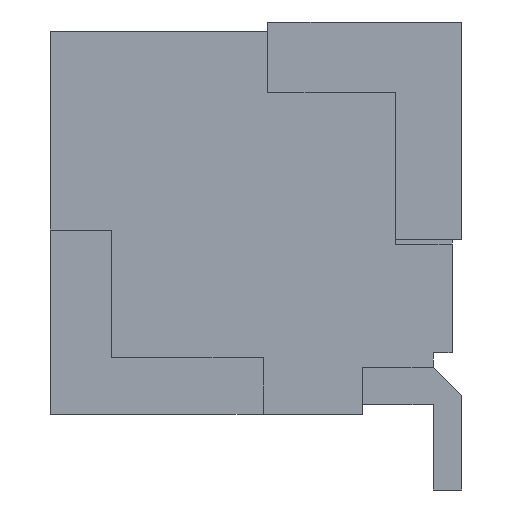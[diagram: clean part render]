
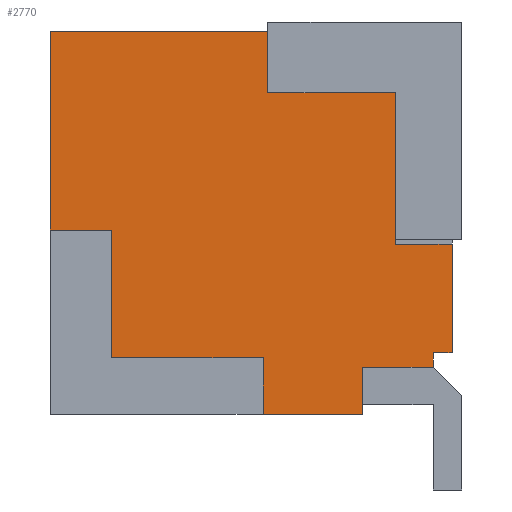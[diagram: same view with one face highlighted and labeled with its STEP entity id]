
A CAD part, left-side view. The second image highlights one B-rep face of the part: STEP entity #2770.
In plain terms, the highlighted planar face has unit normal (-1, 0, 0).
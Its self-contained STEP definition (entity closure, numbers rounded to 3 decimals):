
#85=FACE_OUTER_BOUND('',#223,.T.);
#223=EDGE_LOOP('',(#2100,#2101,#2102,#2103,#2104,#2105,#2106,#2107,#2108,
#2109,#2110,#2111,#2112,#2113,#2114,#2115));
#452=LINE('',#3957,#838);
#516=LINE('',#4084,#902);
#543=LINE('',#4139,#929);
#544=LINE('',#4141,#930);
#545=LINE('',#4143,#931);
#546=LINE('',#4145,#932);
#547=LINE('',#4147,#933);
#548=LINE('',#4149,#934);
#549=LINE('',#4151,#935);
#550=LINE('',#4153,#936);
#551=LINE('',#4155,#937);
#552=LINE('',#4157,#938);
#553=LINE('',#4159,#939);
#554=LINE('',#4161,#940);
#555=LINE('',#4163,#941);
#556=LINE('',#4164,#942);
#838=VECTOR('',#3223,0.5);
#902=VECTOR('',#3321,0.75);
#929=VECTOR('',#3358,0.15);
#930=VECTOR('',#3359,0.2);
#931=VECTOR('',#3360,1.15);
#932=VECTOR('',#3361,0.6);
#933=VECTOR('',#3362,1.6);
#934=VECTOR('',#3363,1.35);
#935=VECTOR('',#3364,0.65);
#936=VECTOR('',#3365,2.3);
#937=VECTOR('',#3366,2.1);
#938=VECTOR('',#3367,0.65);
#939=VECTOR('',#3368,1.35);
#940=VECTOR('',#3369,1.6);
#941=VECTOR('',#3370,0.6);
#942=VECTOR('',#3371,1.05);
#1185=VERTEX_POINT('',#3954);
#1186=VERTEX_POINT('',#3956);
#1232=VERTEX_POINT('',#4082);
#1255=VERTEX_POINT('',#4138);
#1256=VERTEX_POINT('',#4140);
#1257=VERTEX_POINT('',#4142);
#1258=VERTEX_POINT('',#4144);
#1259=VERTEX_POINT('',#4146);
#1260=VERTEX_POINT('',#4148);
#1261=VERTEX_POINT('',#4150);
#1262=VERTEX_POINT('',#4152);
#1263=VERTEX_POINT('',#4154);
#1264=VERTEX_POINT('',#4156);
#1265=VERTEX_POINT('',#4158);
#1266=VERTEX_POINT('',#4160);
#1267=VERTEX_POINT('',#4162);
#1476=EDGE_CURVE('',#1186,#1185,#452,.T.);
#1540=EDGE_CURVE('',#1185,#1232,#516,.T.);
#1567=EDGE_CURVE('',#1232,#1255,#543,.T.);
#1568=EDGE_CURVE('',#1255,#1256,#544,.T.);
#1569=EDGE_CURVE('',#1257,#1256,#545,.T.);
#1570=EDGE_CURVE('',#1257,#1258,#546,.T.);
#1571=EDGE_CURVE('',#1258,#1259,#547,.T.);
#1572=EDGE_CURVE('',#1259,#1260,#548,.T.);
#1573=EDGE_CURVE('',#1260,#1261,#549,.T.);
#1574=EDGE_CURVE('',#1262,#1261,#550,.T.);
#1575=EDGE_CURVE('',#1262,#1263,#551,.T.);
#1576=EDGE_CURVE('',#1263,#1264,#552,.T.);
#1577=EDGE_CURVE('',#1264,#1265,#553,.T.);
#1578=EDGE_CURVE('',#1265,#1266,#554,.T.);
#1579=EDGE_CURVE('',#1266,#1267,#555,.T.);
#1580=EDGE_CURVE('',#1267,#1186,#556,.T.);
#2100=ORIENTED_EDGE('',*,*,#1567,.T.);
#2101=ORIENTED_EDGE('',*,*,#1568,.T.);
#2102=ORIENTED_EDGE('',*,*,#1569,.F.);
#2103=ORIENTED_EDGE('',*,*,#1570,.T.);
#2104=ORIENTED_EDGE('',*,*,#1571,.T.);
#2105=ORIENTED_EDGE('',*,*,#1572,.T.);
#2106=ORIENTED_EDGE('',*,*,#1573,.T.);
#2107=ORIENTED_EDGE('',*,*,#1574,.F.);
#2108=ORIENTED_EDGE('',*,*,#1575,.T.);
#2109=ORIENTED_EDGE('',*,*,#1576,.T.);
#2110=ORIENTED_EDGE('',*,*,#1577,.T.);
#2111=ORIENTED_EDGE('',*,*,#1578,.T.);
#2112=ORIENTED_EDGE('',*,*,#1579,.T.);
#2113=ORIENTED_EDGE('',*,*,#1580,.T.);
#2114=ORIENTED_EDGE('',*,*,#1476,.T.);
#2115=ORIENTED_EDGE('',*,*,#1540,.T.);
#2547=PLANE('',#2910);
#2770=ADVANCED_FACE('',(#85),#2547,.F.);
#2910=AXIS2_PLACEMENT_3D('',#4137,#3356,#3357);
#3223=DIRECTION('',(0.,0.,1.));
#3321=DIRECTION('',(0.,-1.,0.));
#3356=DIRECTION('center_axis',(1.,0.,0.));
#3357=DIRECTION('ref_axis',(0.,0.,-1.));
#3358=DIRECTION('',(0.,0.,1.));
#3359=DIRECTION('',(0.,-1.,0.));
#3360=DIRECTION('',(0.,0.,-1.));
#3361=DIRECTION('',(0.,1.,0.));
#3362=DIRECTION('',(0.,0.,1.));
#3363=DIRECTION('',(0.,1.,0.));
#3364=DIRECTION('',(0.,0.,1.));
#3365=DIRECTION('',(0.,-1.,0.));
#3366=DIRECTION('',(0.,0.,-1.));
#3367=DIRECTION('',(0.,-1.,0.));
#3368=DIRECTION('',(0.,0.,-1.));
#3369=DIRECTION('',(0.,-1.,0.));
#3370=DIRECTION('',(0.,0.,-1.));
#3371=DIRECTION('',(0.,-1.,0.));
#3954=CARTESIAN_POINT('',(-10.75,0.95,0.5));
#3956=CARTESIAN_POINT('',(-10.75,0.95,0.));
#3957=CARTESIAN_POINT('',(-10.75,0.95,0.));
#4082=CARTESIAN_POINT('',(-10.75,0.2,0.5));
#4084=CARTESIAN_POINT('',(-10.75,0.95,0.5));
#4137=CARTESIAN_POINT('Origin',(-10.75,0.,4.05));
#4138=CARTESIAN_POINT('',(-10.75,0.2,0.65));
#4139=CARTESIAN_POINT('',(-10.75,0.2,0.5));
#4140=CARTESIAN_POINT('',(-10.75,0.,0.65));
#4141=CARTESIAN_POINT('',(-10.75,0.2,0.65));
#4142=CARTESIAN_POINT('',(-10.75,0.,1.8));
#4143=CARTESIAN_POINT('',(-10.75,0.,4.05));
#4144=CARTESIAN_POINT('',(-10.75,0.6,1.8));
#4145=CARTESIAN_POINT('',(-10.75,0.6,1.8));
#4146=CARTESIAN_POINT('',(-10.75,0.6,3.4));
#4147=CARTESIAN_POINT('',(-10.75,0.6,3.4));
#4148=CARTESIAN_POINT('',(-10.75,1.95,3.4));
#4149=CARTESIAN_POINT('',(-10.75,1.95,3.4));
#4150=CARTESIAN_POINT('',(-10.75,1.95,4.05));
#4151=CARTESIAN_POINT('',(-10.75,1.95,4.05));
#4152=CARTESIAN_POINT('',(-10.75,4.25,4.05));
#4153=CARTESIAN_POINT('',(-10.75,0.,4.05));
#4154=CARTESIAN_POINT('',(-10.75,4.25,1.95));
#4155=CARTESIAN_POINT('',(-10.75,4.25,4.05));
#4156=CARTESIAN_POINT('',(-10.75,3.6,1.95));
#4157=CARTESIAN_POINT('',(-10.75,4.25,1.95));
#4158=CARTESIAN_POINT('',(-10.75,3.6,0.6));
#4159=CARTESIAN_POINT('',(-10.75,3.6,1.95));
#4160=CARTESIAN_POINT('',(-10.75,2.,0.6));
#4161=CARTESIAN_POINT('',(-10.75,3.6,0.6));
#4162=CARTESIAN_POINT('',(-10.75,2.,0.));
#4163=CARTESIAN_POINT('',(-10.75,2.,0.6));
#4164=CARTESIAN_POINT('',(-10.75,0.,0.));
